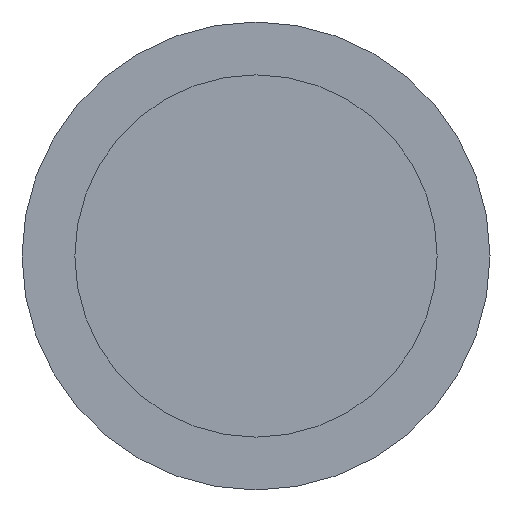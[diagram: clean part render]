
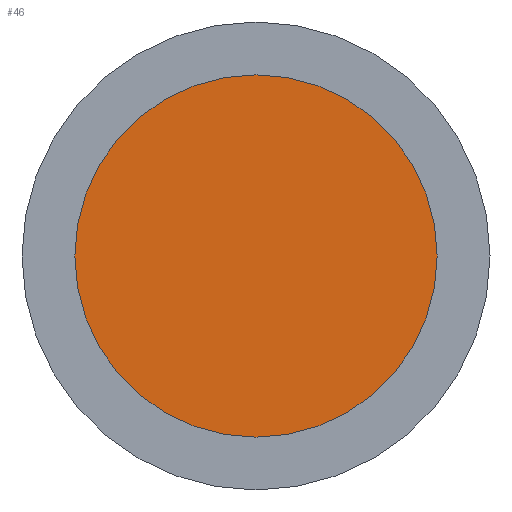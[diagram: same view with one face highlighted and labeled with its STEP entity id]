
A CAD part, front view. The second image highlights one B-rep face of the part: STEP entity #46.
In plain terms, the highlighted planar face has unit normal (0, -1, 0).
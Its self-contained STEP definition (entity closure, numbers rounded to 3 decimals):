
#46=ADVANCED_FACE('',(#92),#93,.F.);
#92=FACE_OUTER_BOUND('',#136,.T.);
#93=PLANE('',#137);
#136=EDGE_LOOP('',(#200,#201));
#137=AXIS2_PLACEMENT_3D('',#202,#203,#204);
#200=ORIENTED_EDGE('',*,*,#266,.T.);
#201=ORIENTED_EDGE('',*,*,#254,.T.);
#202=CARTESIAN_POINT('',(0.0,-12.0,11.97));
#203=DIRECTION('',(0.0,1.0,0.0));
#204=DIRECTION('',(1.0,0.0,-0.0));
#254=EDGE_CURVE('',#288,#294,#296,.T.);
#266=EDGE_CURVE('',#294,#288,#312,.T.);
#288=VERTEX_POINT('',#338);
#294=VERTEX_POINT('',#345);
#296=CIRCLE('',#348,12.);
#312=CIRCLE('',#366,12.);
#338=CARTESIAN_POINT('',(0.,-12.0,12.0));
#345=CARTESIAN_POINT('',(0.,-12.0,-12.));
#348=AXIS2_PLACEMENT_3D('',#395,#396,#397);
#366=AXIS2_PLACEMENT_3D('',#415,#416,#417);
#395=CARTESIAN_POINT('',(0.,-12.0,0.));
#396=DIRECTION('',(0.0,-1.0,0.0));
#397=DIRECTION('',(0.0,0.0,1.0));
#415=CARTESIAN_POINT('',(0.,-12.0,0.));
#416=DIRECTION('',(0.0,-1.0,0.0));
#417=DIRECTION('',(0.0,0.0,1.0));
